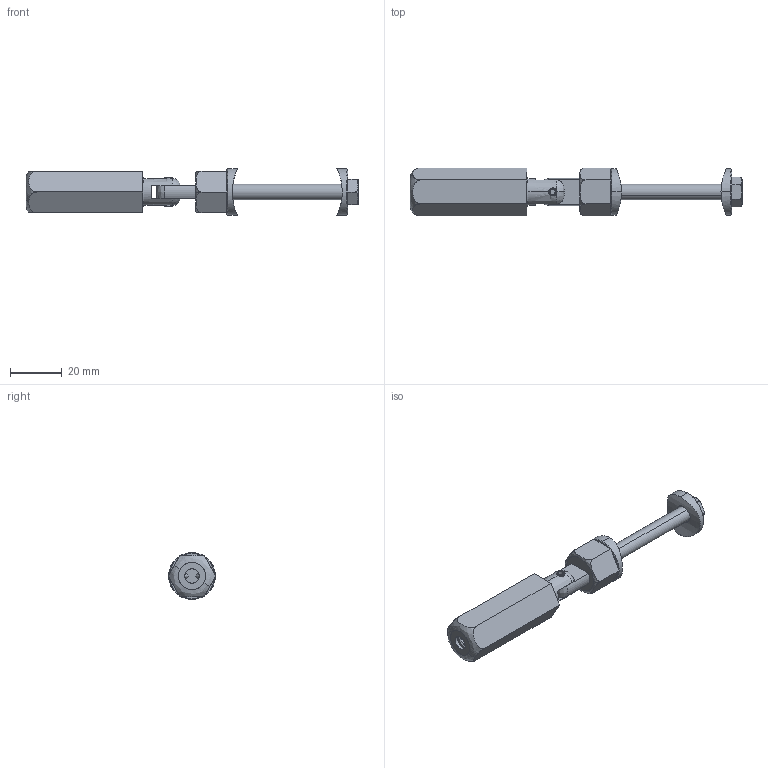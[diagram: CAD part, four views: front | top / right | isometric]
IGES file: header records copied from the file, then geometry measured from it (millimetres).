
Start section: SolidWorks IGES file using analytic representation for surfaces
Global section: file name: 100054005.igs; native system: SolidWorks 2018; preprocessor: SolidWorks 2018; author: Christian; date: 231103.133802; units: millimetre
Bounding box: 128.12 x 18.48 x 18 mm (x, y, z)
Surface area: 11414.4 mm2 (no closed solid volume)
Topology: 0 solids, 0 shells, 388 faces, 5298 edges, 5288 vertices
Faces by surface type: bspline 298, revolution 90
